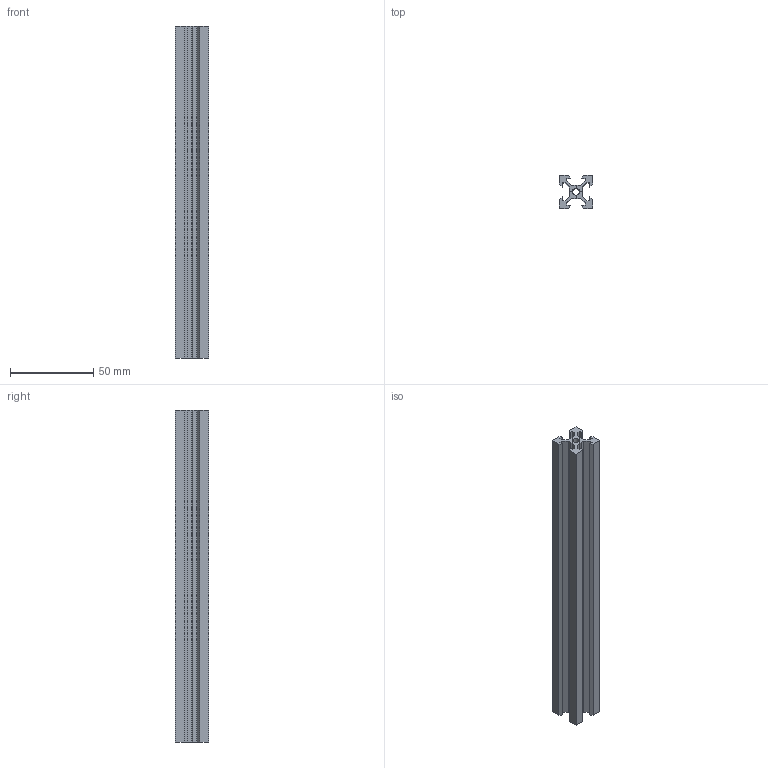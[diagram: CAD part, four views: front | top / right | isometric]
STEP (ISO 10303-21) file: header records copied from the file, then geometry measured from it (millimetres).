
FILE_DESCRIPTION(('FreeCAD Model'),'2;1');
FILE_NAME('vslot_2020x200.stp','2020-12-13T09:57:42',('Author'),(''), 'Open CASCADE STEP processor 7.3','FreeCAD','Unknown');
FILE_SCHEMA(('CONFIG_CONTROL_DESIGN','SHAPE_APPEARANCE_LAYER_MIM'));
Length unit declared in the file: millimetre
Products named in the file (2): profile_v_slot_export; PolarPattern
Assembly tree (1 placements, depth 2):
  profile_v_slot_export
    PolarPattern
Bounding box: 20 x 20 x 200 mm (x, y, z)
Volume: 33758.8 mm3; surface area: 32669.3 mm2
Topology: 1 solids, 1 shells, 68 faces, 188 edges, 120 vertices
Faces by surface type: plane 64, cylinder 4
Entity records: 4642 total; most frequent: CARTESIAN_POINT 758, DIRECTION 708, LINE 544, VECTOR 544, ORIENTED_EDGE 376, PCURVE 376, DEFINITIONAL_REPRESENTATION 376, EDGE_CURVE 188
